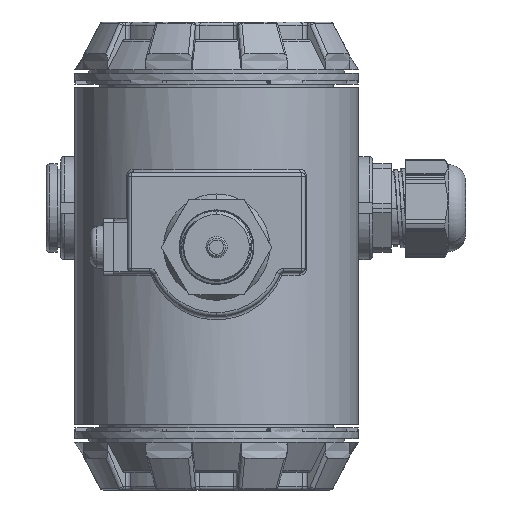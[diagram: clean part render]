
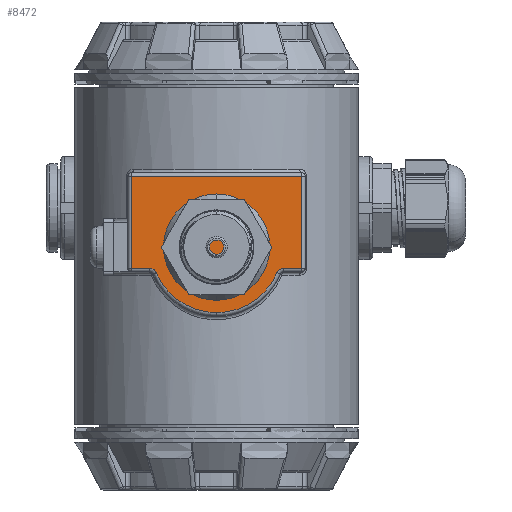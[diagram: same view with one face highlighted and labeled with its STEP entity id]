
A CAD part, front view. The second image highlights one B-rep face of the part: STEP entity #8472.
In plain terms, the highlighted planar face has unit normal (0, -1, 0).
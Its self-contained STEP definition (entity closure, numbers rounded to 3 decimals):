
#553 = CARTESIAN_POINT ( 'NONE',  ( 0., 0., 0. ) ) ;
#1372 = DIRECTION ( 'NONE',  ( 0., -1., 0. ) ) ;
#1949 = DIRECTION ( 'NONE',  ( 1., 0., 0. ) ) ;
#2183 = PLANE ( 'NONE',  #30818 ) ;
#2354 = CARTESIAN_POINT ( 'NONE',  ( 24., 0., 21. ) ) ;
#3547 = VERTEX_POINT ( 'NONE', #29388 ) ;
#4081 = CIRCLE ( 'NONE', #30952, 2. ) ;
#5236 = CIRCLE ( 'NONE', #32803, 18.5 ) ;
#6504 = VERTEX_POINT ( 'NONE', #8158 ) ;
#6723 = ORIENTED_EDGE ( 'NONE', *, *, #21703, .F. ) ;
#6823 = AXIS2_PLACEMENT_3D ( 'NONE', #553, #14042, #10076 ) ;
#7184 = ORIENTED_EDGE ( 'NONE', *, *, #39119, .F. ) ;
#7786 = CARTESIAN_POINT ( 'NONE',  ( -24., 0., -6. ) ) ;
#7956 = CARTESIAN_POINT ( 'NONE',  ( -18.875, 0., -8. ) ) ;
#8158 = CARTESIAN_POINT ( 'NONE',  ( 0., 0., -18.5 ) ) ;
#8382 = CARTESIAN_POINT ( 'NONE',  ( 17.033, 0., -7.22 ) ) ;
#8405 = DIRECTION ( 'NONE',  ( 0., 0., -1. ) ) ;
#8472 = ADVANCED_FACE ( 'NONE', ( #42690 ), #2183, .T. ) ;
#8524 = ORIENTED_EDGE ( 'NONE', *, *, #37697, .T. ) ;
#9265 = AXIS2_PLACEMENT_3D ( 'NONE', #7956, #21229, #35167 ) ;
#9350 = DIRECTION ( 'NONE',  ( 0., -1., 0. ) ) ;
#10076 = DIRECTION ( 'NONE',  ( 0., 0., -1. ) ) ;
#10946 = VECTOR ( 'NONE', #1949, 1000. ) ;
#12325 = VERTEX_POINT ( 'NONE', #18063 ) ;
#12493 = VECTOR ( 'NONE', #32126, 1000. ) ;
#13287 = ORIENTED_EDGE ( 'NONE', *, *, #30341, .T. ) ;
#14042 = DIRECTION ( 'NONE',  ( 0., -1., 0. ) ) ;
#14257 = EDGE_CURVE ( 'NONE', #12325, #6504, #5236, .T. ) ;
#14654 = CARTESIAN_POINT ( 'NONE',  ( 18.875, 0., -8. ) ) ;
#14750 = EDGE_CURVE ( 'NONE', #19915, #25472, #29159, .T. ) ;
#15621 = EDGE_CURVE ( 'NONE', #18550, #32216, #18005, .T. ) ;
#15685 = DIRECTION ( 'NONE',  ( 0., -1., 0. ) ) ;
#15858 = DIRECTION ( 'NONE',  ( 0., 0., 1. ) ) ;
#17758 = VERTEX_POINT ( 'NONE', #21683 ) ;
#18005 = LINE ( 'NONE', #21544, #22982 ) ;
#18063 = CARTESIAN_POINT ( 'NONE',  ( -17.033, 0., -7.22 ) ) ;
#18123 = ORIENTED_EDGE ( 'NONE', *, *, #37155, .T. ) ;
#18362 = CARTESIAN_POINT ( 'NONE',  ( -24., 0., 20. ) ) ;
#18550 = VERTEX_POINT ( 'NONE', #18362 ) ;
#19092 = CARTESIAN_POINT ( 'NONE',  ( 0., 0., 0. ) ) ;
#19434 = ORIENTED_EDGE ( 'NONE', *, *, #36881, .T. ) ;
#19915 = VERTEX_POINT ( 'NONE', #39256 ) ;
#19949 = DIRECTION ( 'NONE',  ( 0., 0., -1. ) ) ;
#21229 = DIRECTION ( 'NONE',  ( 0., -1., 0. ) ) ;
#21544 = CARTESIAN_POINT ( 'NONE',  ( -24., 0., 0. ) ) ;
#21683 = CARTESIAN_POINT ( 'NONE',  ( 24., 0., 20. ) ) ;
#21703 = EDGE_CURVE ( 'NONE', #12325, #3547, #25516, .T. ) ;
#21942 = LINE ( 'NONE', #35216, #12493 ) ;
#22164 = LINE ( 'NONE', #42281, #39181 ) ;
#22352 = ORIENTED_EDGE ( 'NONE', *, *, #14750, .T. ) ;
#22982 = VECTOR ( 'NONE', #35032, 1000. ) ;
#23482 = CARTESIAN_POINT ( 'NONE',  ( 24., 0., -6. ) ) ;
#25472 = VERTEX_POINT ( 'NONE', #23482 ) ;
#25516 = CIRCLE ( 'NONE', #9265, 2. ) ;
#29159 = LINE ( 'NONE', #38681, #10946 ) ;
#29388 = CARTESIAN_POINT ( 'NONE',  ( -18.875, 0., -6. ) ) ;
#30220 = LINE ( 'NONE', #2354, #41504 ) ;
#30341 = EDGE_CURVE ( 'NONE', #17758, #18550, #22164, .T. ) ;
#30818 = AXIS2_PLACEMENT_3D ( 'NONE', #39382, #15685, #8405 ) ;
#30952 = AXIS2_PLACEMENT_3D ( 'NONE', #14654, #1372, #32134 ) ;
#32126 = DIRECTION ( 'NONE',  ( 1., 0., 0. ) ) ;
#32134 = DIRECTION ( 'NONE',  ( 0., 0., -1. ) ) ;
#32216 = VERTEX_POINT ( 'NONE', #7786 ) ;
#32803 = AXIS2_PLACEMENT_3D ( 'NONE', #19092, #9350, #19949 ) ;
#34004 = EDGE_LOOP ( 'NONE', ( #19434, #13287, #41306, #8524, #6723, #41520, #18123, #7184, #22352 ) ) ;
#34020 = VERTEX_POINT ( 'NONE', #8382 ) ;
#35032 = DIRECTION ( 'NONE',  ( 0., 0., -1. ) ) ;
#35167 = DIRECTION ( 'NONE',  ( 0., 0., -1. ) ) ;
#35216 = CARTESIAN_POINT ( 'NONE',  ( -18.2, 0., -6. ) ) ;
#35649 = DIRECTION ( 'NONE',  ( -1., 0., 0. ) ) ;
#36881 = EDGE_CURVE ( 'NONE', #25472, #17758, #30220, .T. ) ;
#37155 = EDGE_CURVE ( 'NONE', #6504, #34020, #37280, .T. ) ;
#37280 = CIRCLE ( 'NONE', #6823, 18.5 ) ;
#37697 = EDGE_CURVE ( 'NONE', #32216, #3547, #21942, .T. ) ;
#38681 = CARTESIAN_POINT ( 'NONE',  ( 25., 0., -6. ) ) ;
#39119 = EDGE_CURVE ( 'NONE', #19915, #34020, #4081, .T. ) ;
#39181 = VECTOR ( 'NONE', #35649, 1000. ) ;
#39256 = CARTESIAN_POINT ( 'NONE',  ( 18.875, 0., -6. ) ) ;
#39382 = CARTESIAN_POINT ( 'NONE',  ( 0., 0., 0. ) ) ;
#41306 = ORIENTED_EDGE ( 'NONE', *, *, #15621, .T. ) ;
#41504 = VECTOR ( 'NONE', #15858, 1000. ) ;
#41520 = ORIENTED_EDGE ( 'NONE', *, *, #14257, .T. ) ;
#42281 = CARTESIAN_POINT ( 'NONE',  ( -25., 0., 20. ) ) ;
#42690 = FACE_OUTER_BOUND ( 'NONE', #34004, .T. ) ;
